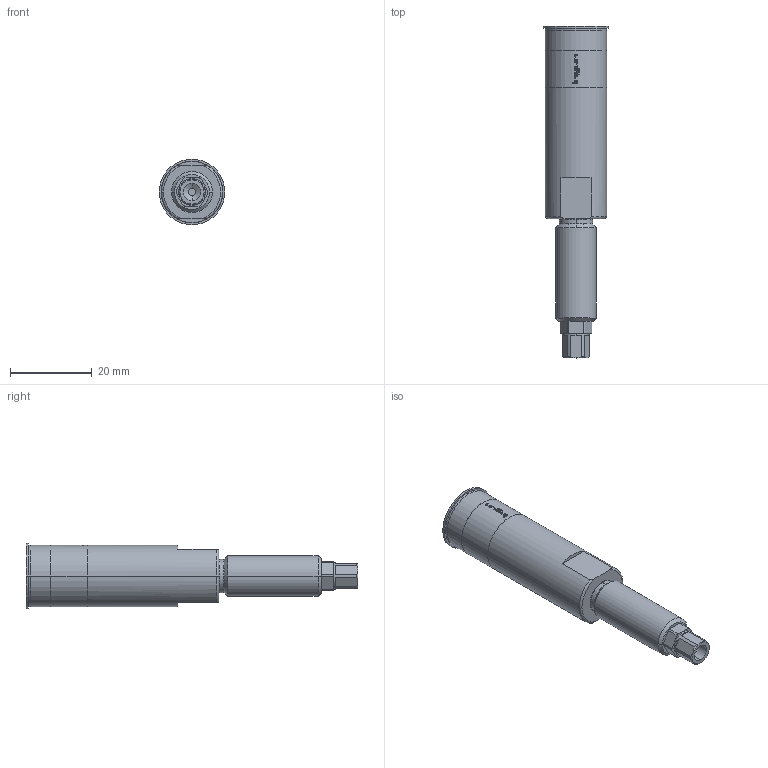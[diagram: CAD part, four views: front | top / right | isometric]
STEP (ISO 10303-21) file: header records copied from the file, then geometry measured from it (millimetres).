
FILE_DESCRIPTION (( 'STEP AP203' ), '1' );
FILE_NAME ('INGUN_KS-672_D06_M10_M5_V-R-AC.STEP', '2024-03-05T05:59:13', ( '' ), ( '' ), 'SwSTEP 2.0', 'SolidWorks 2021', '' );
FILE_SCHEMA (( 'CONFIG_CONTROL_DESIGN' ));
Length unit declared in the file: millimetre
Products named in the file (1): INGUN_KS-672_D06_M10_M5_V-R-AC
Bounding box: 16 x 81 x 16 mm (x, y, z)
Volume: 10282.8 mm3; surface area: 3777.9 mm2
Topology: 1 solids, 1 shells, 141 faces, 362 edges, 237 vertices
Faces by surface type: plane 72, cylinder 32, bspline 22, cone 8, torus 7
Entity records: 4725 total; most frequent: CARTESIAN_POINT 1353, ORIENTED_EDGE 724, DIRECTION 630, EDGE_CURVE 362, AXIS2_PLACEMENT_3D 246, VERTEX_POINT 237, EDGE_LOOP 155, FACE_OUTER_BOUND 141
